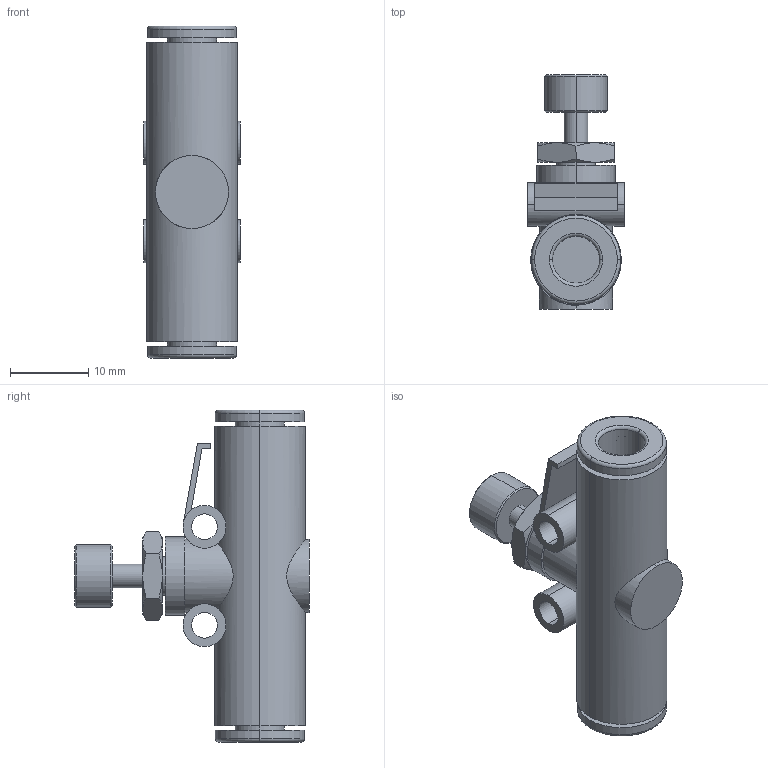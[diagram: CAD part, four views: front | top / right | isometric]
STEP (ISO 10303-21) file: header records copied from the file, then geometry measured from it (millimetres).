
FILE_DESCRIPTION (( 'STEP AP214' ), '1' );
FILE_NAME ('AS2002F-06.step.step', '2012-02-03T06:04:11', ( 'SysAdmin' ), ( 'SolidWorks' ), 'SwSTEP 2.0', 'SolidWorks 2012', '' );
FILE_SCHEMA (( 'AUTOMOTIVE_DESIGN' ));
Length unit declared in the file: millimetre
Products named in the file (2): AS2002F-06.step; AS2002F-06.step_AS Speed Controller_200-06
Assembly tree (1 placements, depth 2):
  AS2002F-06.step
    AS2002F-06.step_AS Speed Controller_200-06
Bounding box: 12.3 x 30 x 42.5 mm (x, y, z)
Volume: 5046.3 mm3; surface area: 3982 mm2
Topology: 1 solids, 1 shells, 92 faces, 202 edges, 126 vertices
Faces by surface type: cylinder 34, plane 32, cone 18, torus 8
Entity records: 3002 total; most frequent: CARTESIAN_POINT 890, DIRECTION 456, ORIENTED_EDGE 404, EDGE_CURVE 202, AXIS2_PLACEMENT_3D 196, VERTEX_POINT 126, EDGE_LOOP 110, CIRCLE 100
